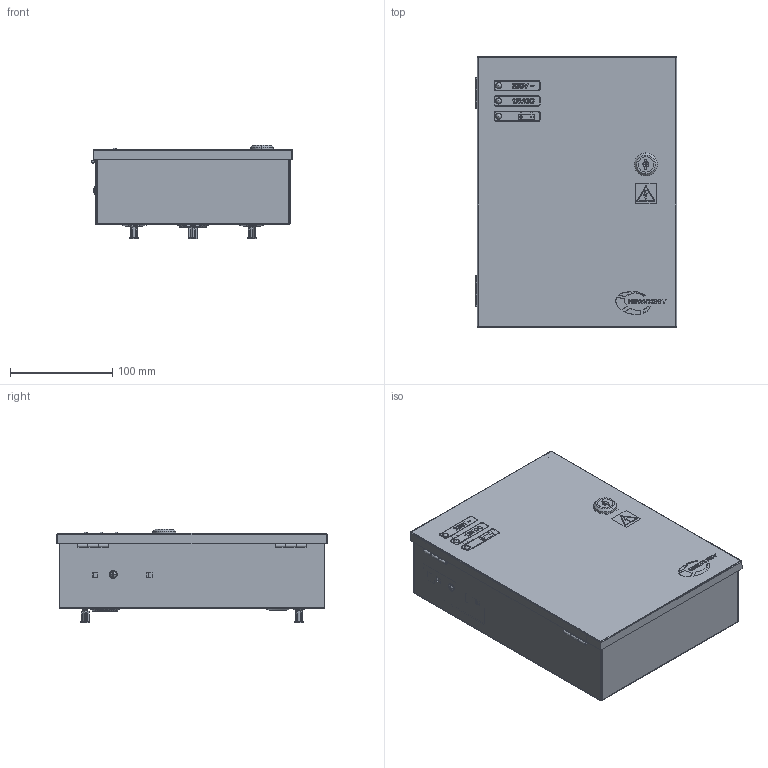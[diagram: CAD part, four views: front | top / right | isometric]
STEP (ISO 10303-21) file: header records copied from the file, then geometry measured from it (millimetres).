
FILE_DESCRIPTION (( 'STEP AP214' ), '1' );
FILE_NAME ('AD1224R_STPALL.step', '2024-06-18T09:44:56', ( '' ), ( '' ), 'SwSTEP 2.0', 'SolidWorks 2020', '' );
FILE_SCHEMA (( 'AUTOMOTIVE_DESIGN' ));
Length unit declared in the file: millimetre
Products named in the file (22): CAM LOCK XL_P16; EP0180-LED 5MM_VERT; Parte 4 Deviatore a Rotella Panasonic AM5; 1751400BIS_2ANG; ELEC AD1224R R1_NV PCB R2; DIN 967 - M3 x 5 - Z --- 4N_DIN 967 - M3 x 5 - Z --- 4N; Parte 3 Deviatore a Rotella Panasonic AM5; Deviatore a Rotella Panasonic AM5_LIBRE; ISO 7045 - M3 x 6 - Z --- 6S_ISO 7045 - M3 x 6 - Z --- 6S; Parte 1 Deviatore a Rotella Panasonic AM5; CAPOT DE PROTECTION ADCCTV1205-08_NV PCB; Mascon2-4MM; AD1224R_STPALL; EP0180-LED 5MM_ORANGE; EP0523-SWITCH 12-24V_12V; Parte 2 Deviatore a Rotella Panasonic AM5; ELEC AD1224R_nv design; BOITIER AD1224R_AD1224R NV ELEC; 1751400BIS_1ANG; 1751400BIS; r6513-00_paroi 0.8mm; HB-9500_5P
Assembly tree (25 placements, depth 4):
  AD1224R_STPALL
    BOITIER AD1224R_AD1224R NV ELEC
    CAM LOCK XL_P16
    EP0180-LED 5MM_VERT  x2
    ELEC AD1224R_nv design
      CAPOT DE PROTECTION ADCCTV1205-08_NV PCB
      HB-9500_5P
      Mascon2-4MM
      ISO 7045 - M3 x 6 - Z --- 6S_ISO 7045 - M3 x 6 - Z --- 6S  x2
      1751400BIS
        1751400BIS_2ANG
        1751400BIS_1ANG
      EP0523-SWITCH 12-24V_12V
      ELEC AD1224R R1_NV PCB R2
    EP0180-LED 5MM_ORANGE
    Deviatore a Rotella Panasonic AM5_LIBRE
      Parte 1 Deviatore a Rotella Panasonic AM5
      Parte 2 Deviatore a Rotella Panasonic AM5
      Parte 3 Deviatore a Rotella Panasonic AM5
      Parte 4 Deviatore a Rotella Panasonic AM5
    r6513-00_paroi 0.8mm  x3
    DIN 967 - M3 x 5 - Z --- 4N_DIN 967 - M3 x 5 - Z --- 4N
Bounding box: 196.7 x 264 x 91.8 mm (x, y, z)
Volume: 193723.6 mm3; surface area: 436796.1 mm2
Topology: 38 solids, 38 shells, 3270 faces, 9020 edges, 6087 vertices
Faces by surface type: plane 2031, cylinder 614, bspline 381, cone 148, torus 81, sphere 15
Entity records: 133931 total; most frequent: CARTESIAN_POINT 42297, ORIENTED_EDGE 16534, DIRECTION 13677, EDGE_CURVE 8267, VERTEX_POINT 5612, VECTOR 5561, LINE 5561, AXIS2_PLACEMENT_3D 4058
